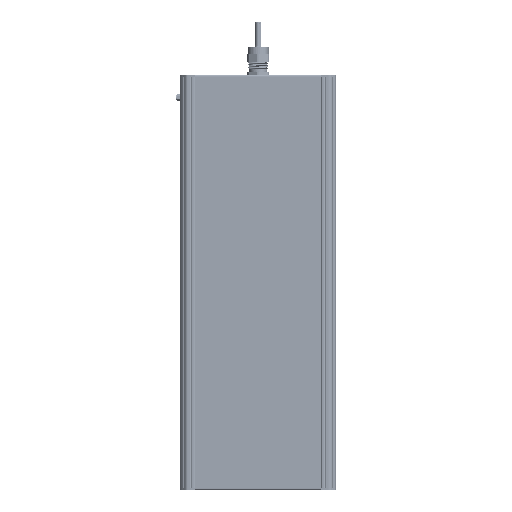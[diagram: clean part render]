
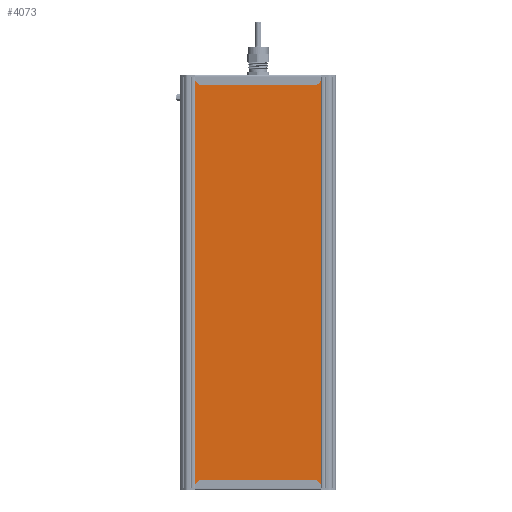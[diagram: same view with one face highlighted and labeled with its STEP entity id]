
A CAD part, front view. The second image highlights one B-rep face of the part: STEP entity #4073.
In plain terms, the highlighted face is planar.
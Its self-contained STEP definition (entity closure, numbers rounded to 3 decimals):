
#4073=ADVANCED_FACE('',(#8394),#8396,.T.);
#8394=FACE_BOUND('',#8395,.T.);
#8395=EDGE_LOOP('',(#40099,#40100,#40101,#40102));
#8396=PLANE('',#8397);
#8397=AXIS2_PLACEMENT_3D('',#8398,#8399,#8400);
#8398=CARTESIAN_POINT('',(2111.497,401.002,-34.582));
#8399=DIRECTION('',(0.,0.,-1.));
#8400=DIRECTION('',(0.,1.,0.));
#40099=ORIENTED_EDGE('',*,*,#46657,.F.);
#40100=ORIENTED_EDGE('',*,*,#46656,.T.);
#40101=ORIENTED_EDGE('',*,*,#46658,.F.);
#40102=ORIENTED_EDGE('',*,*,#46648,.F.);
#46648=EDGE_CURVE('',#51364,#51367,#51368,.T.);
#46656=EDGE_CURVE('',#51377,#51379,#51381,.T.);
#46657=EDGE_CURVE('',#51377,#51364,#51382,.T.);
#46658=EDGE_CURVE('',#51367,#51379,#51383,.T.);
#51364=VERTEX_POINT('',#61152);
#51367=VERTEX_POINT('',#61157);
#51368=LINE('',#61158,#61159);
#51377=VERTEX_POINT('',#61179);
#51379=VERTEX_POINT('',#61183);
#51381=LINE('',#61187,#61188);
#51382=LINE('',#61190,#61191);
#51383=LINE('',#61193,#61194);
#61152=CARTESIAN_POINT('',(2111.497,401.002,-34.582));
#61157=CARTESIAN_POINT('',(2607.497,401.002,-34.582));
#61158=CARTESIAN_POINT('',(2111.497,401.002,-34.582));
#61159=VECTOR('',#61160,1.);
#61160=DIRECTION('',(1.,0.,0.));
#61179=CARTESIAN_POINT('',(2111.497,565.13,-34.582));
#61183=CARTESIAN_POINT('',(2607.497,565.13,-34.582));
#61187=CARTESIAN_POINT('',(2111.497,565.13,-34.582));
#61188=VECTOR('',#61189,1.);
#61189=DIRECTION('',(1.,0.,0.));
#61190=CARTESIAN_POINT('',(2111.497,565.13,-34.582));
#61191=VECTOR('',#61192,1.);
#61192=DIRECTION('',(0.,-1.,0.));
#61193=CARTESIAN_POINT('',(2607.497,401.002,-34.582));
#61194=VECTOR('',#61195,1.);
#61195=DIRECTION('',(0.,1.,0.));
